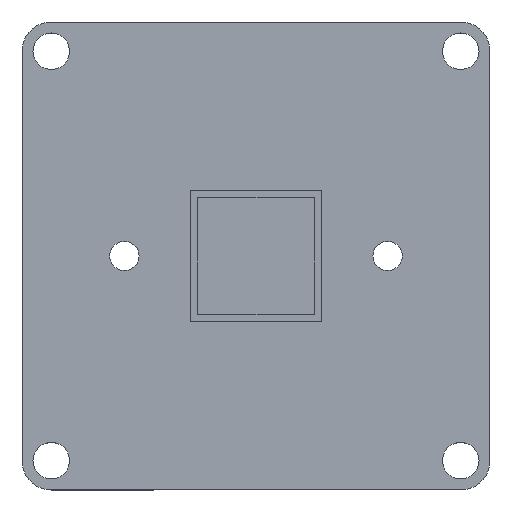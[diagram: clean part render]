
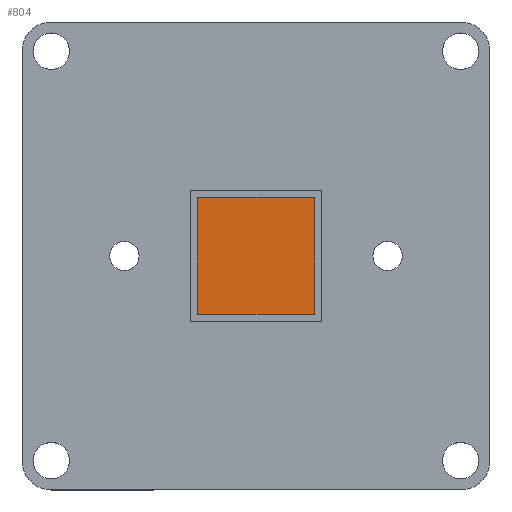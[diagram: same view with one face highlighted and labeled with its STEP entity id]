
A CAD part, top view. The second image highlights one B-rep face of the part: STEP entity #804.
In plain terms, the highlighted planar face has unit normal (0, 0, 1).
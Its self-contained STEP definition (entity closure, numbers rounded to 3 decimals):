
#9 = CARTESIAN_POINT ( 'NONE',  ( 0., 0., 2.5 ) ) ;
#27 = ORIENTED_EDGE ( 'NONE', *, *, #568, .T. ) ;
#42 = ORIENTED_EDGE ( 'NONE', *, *, #243, .T. ) ;
#54 = CARTESIAN_POINT ( 'NONE',  ( 4., 4., 2.5 ) ) ;
#69 = CARTESIAN_POINT ( 'NONE',  ( -4., 4., 2.5 ) ) ;
#73 = VERTEX_POINT ( 'NONE', #54 ) ;
#112 = VERTEX_POINT ( 'NONE', #416 ) ;
#114 = DIRECTION ( 'NONE',  ( 0., -1., 0. ) ) ;
#115 = VECTOR ( 'NONE', #531, 1000. ) ;
#116 = DIRECTION ( 'NONE',  ( 1., 0., 0. ) ) ;
#119 = CARTESIAN_POINT ( 'NONE',  ( 4., -4., 2.5 ) ) ;
#139 = EDGE_CURVE ( 'NONE', #1053, #666, #667, .T. ) ;
#166 = CARTESIAN_POINT ( 'NONE',  ( -4., -4., 2.5 ) ) ;
#243 = EDGE_CURVE ( 'NONE', #112, #73, #918, .T. ) ;
#280 = LINE ( 'NONE', #669, #763 ) ;
#338 = CARTESIAN_POINT ( 'NONE',  ( -4., 4., 2.5 ) ) ;
#413 = DIRECTION ( 'NONE',  ( 1., 0., 0. ) ) ;
#416 = CARTESIAN_POINT ( 'NONE',  ( 4., -4., 2.5 ) ) ;
#436 = CARTESIAN_POINT ( 'NONE',  ( -4., -4., 2.5 ) ) ;
#499 = VECTOR ( 'NONE', #114, 1000. ) ;
#513 = DIRECTION ( 'NONE',  ( 0., 0., 1. ) ) ;
#531 = DIRECTION ( 'NONE',  ( 0., 1., 0. ) ) ;
#568 = EDGE_CURVE ( 'NONE', #666, #112, #810, .T. ) ;
#601 = AXIS2_PLACEMENT_3D ( 'NONE', #9, #513, #116 ) ;
#643 = EDGE_CURVE ( 'NONE', #73, #1053, #280, .T. ) ;
#666 = VERTEX_POINT ( 'NONE', #436 ) ;
#667 = LINE ( 'NONE', #338, #499 ) ;
#669 = CARTESIAN_POINT ( 'NONE',  ( 4., 4., 2.5 ) ) ;
#763 = VECTOR ( 'NONE', #903, 1000. ) ;
#804 = ADVANCED_FACE ( 'NONE', ( #997 ), #816, .T. ) ;
#810 = LINE ( 'NONE', #166, #965 ) ;
#816 = PLANE ( 'NONE',  #601 ) ;
#903 = DIRECTION ( 'NONE',  ( -1., 0., 0. ) ) ;
#905 = ORIENTED_EDGE ( 'NONE', *, *, #139, .T. ) ;
#918 = LINE ( 'NONE', #119, #115 ) ;
#944 = ORIENTED_EDGE ( 'NONE', *, *, #643, .T. ) ;
#954 = EDGE_LOOP ( 'NONE', ( #944, #905, #27, #42 ) ) ;
#965 = VECTOR ( 'NONE', #413, 1000. ) ;
#997 = FACE_OUTER_BOUND ( 'NONE', #954, .T. ) ;
#1053 = VERTEX_POINT ( 'NONE', #69 ) ;
